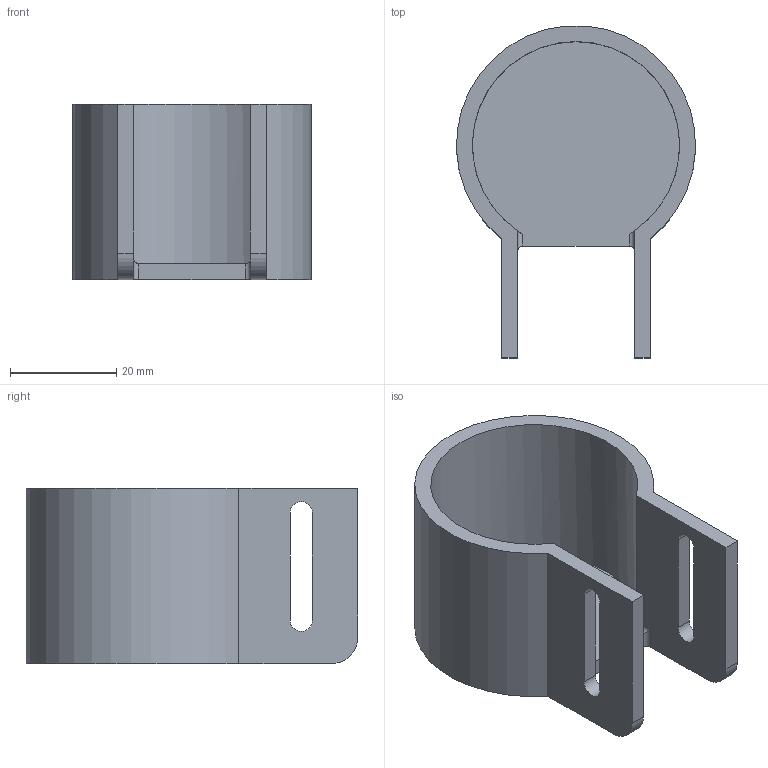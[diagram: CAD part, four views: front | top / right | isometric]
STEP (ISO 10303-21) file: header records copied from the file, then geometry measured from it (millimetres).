
FILE_DESCRIPTION(/* description */ (''),/* implementation_level */ '2;1');
FILE_NAME(/* name */ '',/* time_stamp */ '2024-09-28T16:46:46+03:00',/* author */ ('Phantom'),/* organization */ (''),/* preprocessor_version */ 'ST-DEVELOPER v20',/* originating_system */ 'Autodesk Inventor 2025',/* authorisation */ '');
FILE_SCHEMA (('AUTOMOTIVE_DESIGN { 1 0 10303 214 3 1 1 }'));
Length unit declared in the file: millimetre
Products named in the file (1): крепл для мотора
Bounding box: 44.95 x 62.42 x 33 mm (x, y, z)
Volume: 17987.8 mm3; surface area: 13153.9 mm2
Topology: 1 solids, 1 shells, 26 faces, 70 edges, 46 vertices
Faces by surface type: plane 14, cylinder 12
Entity records: 883 total; most frequent: CARTESIAN_POINT 161, DIRECTION 142, ORIENTED_EDGE 140, EDGE_CURVE 70, LINE 48, VECTOR 48, AXIS2_PLACEMENT_3D 47, VERTEX_POINT 46
